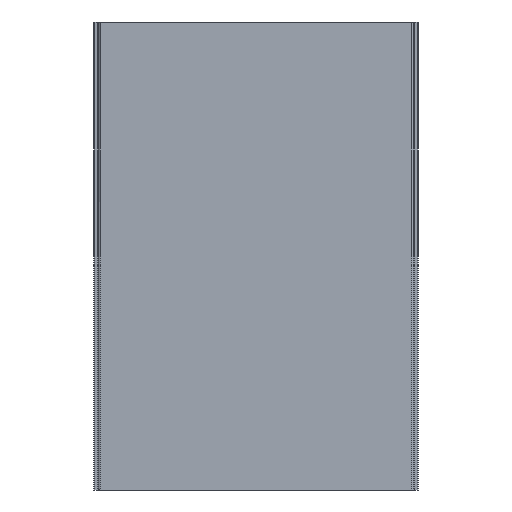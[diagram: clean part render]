
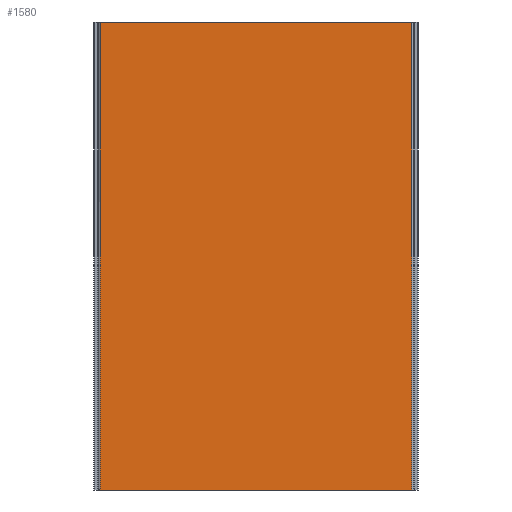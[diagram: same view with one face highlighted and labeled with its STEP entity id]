
A CAD part, front view. The second image highlights one B-rep face of the part: STEP entity #1580.
In plain terms, the highlighted free-form (B-spline) face has degree [1, 1] with [2, 2] control points.
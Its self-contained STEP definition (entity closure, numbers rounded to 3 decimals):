
#31 = B_SPLINE_SURFACE_WITH_KNOTS('',1,1,(
    (#32,#33)
    ,(#34,#35
    )),.UNSPECIFIED.,.F.,.F.,.F.,(2,2),(2,2),(0.,152.404),(0.,
    4.293),.PIECEWISE_BEZIER_KNOTS.);
#32 = CARTESIAN_POINT('',(118.952,0.,-110.));
#33 = CARTESIAN_POINT('',(118.952,4.293,-110.));
#34 = CARTESIAN_POINT('',(-33.452,0.,-110.));
#35 = CARTESIAN_POINT('',(-33.452,4.293,-110.));
#410 = VERTEX_POINT('',#411);
#411 = CARTESIAN_POINT('',(116.016,0.,-110.));
#447 = ( BOUNDED_SURFACE() B_SPLINE_SURFACE(1,2,(
    (#448,#449,#450,#451,#452,#453,#454,#455,#456)
    ,(#457,#458,#459,#460,#461,#462,#463,#464,#465
)),.UNSPECIFIED.,.F.,.T.,.F.) B_SPLINE_SURFACE_WITH_KNOTS((2,2),(1,2,2,2
    ,2,2,1),(-173.228,173.228),(-0.997,0.,
    0.997,1.995,2.992,3.99,
4.987),.UNSPECIFIED.) GEOMETRIC_REPRESENTATION_ITEM() 
RATIONAL_B_SPLINE_SURFACE((
    (1.,0.707,1.,0.707,1.,0.707,1.
      ,0.707,1.)
    ,(1.,0.707,1.,0.707,1.,0.707,1.
,0.707,1.))) REPRESENTATION_ITEM('') SURFACE() );
#448 = CARTESIAN_POINT('',(116.651,0.635,-110.));
#449 = CARTESIAN_POINT('',(116.016,0.635,-110.));
#450 = CARTESIAN_POINT('',(116.016,0.,-110.));
#451 = CARTESIAN_POINT('',(116.016,-0.635,-110.));
#452 = CARTESIAN_POINT('',(116.651,-0.635,-110.));
#453 = CARTESIAN_POINT('',(117.286,-0.635,-110.));
#454 = CARTESIAN_POINT('',(117.286,0.,-110.));
#455 = CARTESIAN_POINT('',(117.286,0.635,-110.));
#456 = CARTESIAN_POINT('',(116.651,0.635,-110.));
#457 = CARTESIAN_POINT('',(116.651,0.635,110.));
#458 = CARTESIAN_POINT('',(116.016,0.635,110.));
#459 = CARTESIAN_POINT('',(116.016,0.,110.));
#460 = CARTESIAN_POINT('',(116.016,-0.635,110.));
#461 = CARTESIAN_POINT('',(116.651,-0.635,110.));
#462 = CARTESIAN_POINT('',(117.286,-0.635,110.));
#463 = CARTESIAN_POINT('',(117.286,0.,110.));
#464 = CARTESIAN_POINT('',(117.286,0.635,110.));
#465 = CARTESIAN_POINT('',(116.651,0.635,110.));
#472 = EDGE_CURVE('',#473,#410,#475,.T.);
#473 = VERTEX_POINT('',#474);
#474 = CARTESIAN_POINT('',(-30.516,0.,-110.));
#475 = SURFACE_CURVE('',#476,(#479,#485),.PCURVE_S1.);
#476 = B_SPLINE_CURVE_WITH_KNOTS('',1,(#477,#478),.UNSPECIFIED.,.F.,.F.,
  (2,2),(0.,1.),.PIECEWISE_BEZIER_KNOTS.);
#477 = CARTESIAN_POINT('',(-30.516,0.,-110.));
#478 = CARTESIAN_POINT('',(116.016,0.,-110.));
#479 = PCURVE('',#31,#480);
#480 = DEFINITIONAL_REPRESENTATION('',(#481),#484);
#481 = B_SPLINE_CURVE_WITH_KNOTS('',1,(#482,#483),.UNSPECIFIED.,.F.,.F.,
  (2,2),(0.,1.),.PIECEWISE_BEZIER_KNOTS.);
#482 = CARTESIAN_POINT('',(149.468,0.));
#483 = CARTESIAN_POINT('',(2.936,0.));
#484 = ( GEOMETRIC_REPRESENTATION_CONTEXT(2) 
PARAMETRIC_REPRESENTATION_CONTEXT() REPRESENTATION_CONTEXT('2D SPACE',''
  ) );
#485 = PCURVE('',#486,#491);
#486 = B_SPLINE_SURFACE_WITH_KNOTS('',1,1,(
    (#487,#488)
    ,(#489,#490
    )),.UNSPECIFIED.,.F.,.F.,.F.,(2,2),(2,2),(0.,220.),(0.,
    146.531),.PIECEWISE_BEZIER_KNOTS.);
#487 = CARTESIAN_POINT('',(-30.516,0.,110.));
#488 = CARTESIAN_POINT('',(116.016,0.,110.));
#489 = CARTESIAN_POINT('',(-30.516,0.,-110.));
#490 = CARTESIAN_POINT('',(116.016,0.,-110.));
#491 = DEFINITIONAL_REPRESENTATION('',(#492),#495);
#492 = B_SPLINE_CURVE_WITH_KNOTS('',1,(#493,#494),.UNSPECIFIED.,.F.,.F.,
  (2,2),(0.,1.),.PIECEWISE_BEZIER_KNOTS.);
#493 = CARTESIAN_POINT('',(220.,0.));
#494 = CARTESIAN_POINT('',(220.,146.531));
#495 = ( GEOMETRIC_REPRESENTATION_CONTEXT(2) 
PARAMETRIC_REPRESENTATION_CONTEXT() REPRESENTATION_CONTEXT('2D SPACE',''
  ) );
#535 = ( BOUNDED_SURFACE() B_SPLINE_SURFACE(1,2,(
    (#536,#537,#538,#539,#540,#541,#542,#543,#544)
    ,(#545,#546,#547,#548,#549,#550,#551,#552,#553
)),.UNSPECIFIED.,.F.,.T.,.F.) B_SPLINE_SURFACE_WITH_KNOTS((2,2),(1,2,2,2
    ,2,2,1),(-173.228,173.228),(-0.997,0.,
    0.997,1.995,2.992,3.99,
4.987),.UNSPECIFIED.) GEOMETRIC_REPRESENTATION_ITEM() 
RATIONAL_B_SPLINE_SURFACE((
    (1.,0.707,1.,0.707,1.,0.707,1.
      ,0.707,1.)
    ,(1.,0.707,1.,0.707,1.,0.707,1.
,0.707,1.))) REPRESENTATION_ITEM('') SURFACE() );
#536 = CARTESIAN_POINT('',(-30.516,0.,-110.));
#537 = CARTESIAN_POINT('',(-30.516,0.635,-110.));
#538 = CARTESIAN_POINT('',(-31.151,0.635,-110.));
#539 = CARTESIAN_POINT('',(-31.786,0.635,-110.));
#540 = CARTESIAN_POINT('',(-31.786,0.,-110.));
#541 = CARTESIAN_POINT('',(-31.786,-0.635,-110.));
#542 = CARTESIAN_POINT('',(-31.151,-0.635,-110.));
#543 = CARTESIAN_POINT('',(-30.516,-0.635,-110.));
#544 = CARTESIAN_POINT('',(-30.516,0.,-110.));
#545 = CARTESIAN_POINT('',(-30.516,0.,110.));
#546 = CARTESIAN_POINT('',(-30.516,0.635,110.));
#547 = CARTESIAN_POINT('',(-31.151,0.635,110.));
#548 = CARTESIAN_POINT('',(-31.786,0.635,110.));
#549 = CARTESIAN_POINT('',(-31.786,0.,110.));
#550 = CARTESIAN_POINT('',(-31.786,-0.635,110.));
#551 = CARTESIAN_POINT('',(-31.151,-0.635,110.));
#552 = CARTESIAN_POINT('',(-30.516,-0.635,110.));
#553 = CARTESIAN_POINT('',(-30.516,0.,110.));
#1132 = B_SPLINE_SURFACE_WITH_KNOTS('',1,1,(
    (#1133,#1134)
    ,(#1135,#1136
    )),.UNSPECIFIED.,.F.,.F.,.F.,(2,2),(2,2),(0.,152.404),(0.,
    4.293),.PIECEWISE_BEZIER_KNOTS.);
#1133 = CARTESIAN_POINT('',(-33.452,0.,110.));
#1134 = CARTESIAN_POINT('',(-33.452,4.293,110.));
#1135 = CARTESIAN_POINT('',(118.952,0.,110.));
#1136 = CARTESIAN_POINT('',(118.952,4.293,110.));
#1518 = VERTEX_POINT('',#1519);
#1519 = CARTESIAN_POINT('',(116.016,0.,110.));
#1561 = EDGE_CURVE('',#410,#1518,#1562,.T.);
#1562 = SURFACE_CURVE('',#1563,(#1566,#1572),.PCURVE_S1.);
#1563 = B_SPLINE_CURVE_WITH_KNOTS('',1,(#1564,#1565),.UNSPECIFIED.,.F.,
  .F.,(2,2),(0.,1.),.PIECEWISE_BEZIER_KNOTS.);
#1564 = CARTESIAN_POINT('',(116.016,0.,-110.));
#1565 = CARTESIAN_POINT('',(116.016,0.,110.));
#1566 = PCURVE('',#447,#1567);
#1567 = DEFINITIONAL_REPRESENTATION('',(#1568),#1571);
#1568 = B_SPLINE_CURVE_WITH_KNOTS('',1,(#1569,#1570),.UNSPECIFIED.,.F.,
  .F.,(2,2),(0.,1.),.PIECEWISE_BEZIER_KNOTS.);
#1569 = CARTESIAN_POINT('',(-173.228,0.997));
#1570 = CARTESIAN_POINT('',(173.228,0.997));
#1571 = ( GEOMETRIC_REPRESENTATION_CONTEXT(2) 
PARAMETRIC_REPRESENTATION_CONTEXT() REPRESENTATION_CONTEXT('2D SPACE',''
  ) );
#1572 = PCURVE('',#486,#1573);
#1573 = DEFINITIONAL_REPRESENTATION('',(#1574),#1577);
#1574 = B_SPLINE_CURVE_WITH_KNOTS('',1,(#1575,#1576),.UNSPECIFIED.,.F.,
  .F.,(2,2),(0.,1.),.PIECEWISE_BEZIER_KNOTS.);
#1575 = CARTESIAN_POINT('',(220.,146.531));
#1576 = CARTESIAN_POINT('',(0.,146.531));
#1577 = ( GEOMETRIC_REPRESENTATION_CONTEXT(2) 
PARAMETRIC_REPRESENTATION_CONTEXT() REPRESENTATION_CONTEXT('2D SPACE',''
  ) );
#1580 = ADVANCED_FACE('',(#1581),#486,.T.);
#1581 = FACE_BOUND('',#1582,.T.);
#1582 = EDGE_LOOP('',(#1583,#1603,#1621,#1622));
#1583 = ORIENTED_EDGE('',*,*,#1584,.T.);
#1584 = EDGE_CURVE('',#1518,#1585,#1587,.T.);
#1585 = VERTEX_POINT('',#1586);
#1586 = CARTESIAN_POINT('',(-30.516,0.,110.));
#1587 = SURFACE_CURVE('',#1588,(#1591,#1597),.PCURVE_S1.);
#1588 = B_SPLINE_CURVE_WITH_KNOTS('',1,(#1589,#1590),.UNSPECIFIED.,.F.,
  .F.,(2,2),(0.,1.),.PIECEWISE_BEZIER_KNOTS.);
#1589 = CARTESIAN_POINT('',(116.016,0.,110.));
#1590 = CARTESIAN_POINT('',(-30.516,0.,110.));
#1591 = PCURVE('',#486,#1592);
#1592 = DEFINITIONAL_REPRESENTATION('',(#1593),#1596);
#1593 = B_SPLINE_CURVE_WITH_KNOTS('',1,(#1594,#1595),.UNSPECIFIED.,.F.,
  .F.,(2,2),(0.,1.),.PIECEWISE_BEZIER_KNOTS.);
#1594 = CARTESIAN_POINT('',(0.,146.531));
#1595 = CARTESIAN_POINT('',(0.,0.));
#1596 = ( GEOMETRIC_REPRESENTATION_CONTEXT(2) 
PARAMETRIC_REPRESENTATION_CONTEXT() REPRESENTATION_CONTEXT('2D SPACE',''
  ) );
#1597 = PCURVE('',#1132,#1598);
#1598 = DEFINITIONAL_REPRESENTATION('',(#1599),#1602);
#1599 = B_SPLINE_CURVE_WITH_KNOTS('',1,(#1600,#1601),.UNSPECIFIED.,.F.,
  .F.,(2,2),(0.,1.),.PIECEWISE_BEZIER_KNOTS.);
#1600 = CARTESIAN_POINT('',(149.468,0.));
#1601 = CARTESIAN_POINT('',(2.936,0.));
#1602 = ( GEOMETRIC_REPRESENTATION_CONTEXT(2) 
PARAMETRIC_REPRESENTATION_CONTEXT() REPRESENTATION_CONTEXT('2D SPACE',''
  ) );
#1603 = ORIENTED_EDGE('',*,*,#1604,.F.);
#1604 = EDGE_CURVE('',#473,#1585,#1605,.T.);
#1605 = SURFACE_CURVE('',#1606,(#1609,#1615),.PCURVE_S1.);
#1606 = B_SPLINE_CURVE_WITH_KNOTS('',1,(#1607,#1608),.UNSPECIFIED.,.F.,
  .F.,(2,2),(0.,1.),.PIECEWISE_BEZIER_KNOTS.);
#1607 = CARTESIAN_POINT('',(-30.516,0.,-110.));
#1608 = CARTESIAN_POINT('',(-30.516,0.,110.));
#1609 = PCURVE('',#486,#1610);
#1610 = DEFINITIONAL_REPRESENTATION('',(#1611),#1614);
#1611 = B_SPLINE_CURVE_WITH_KNOTS('',1,(#1612,#1613),.UNSPECIFIED.,.F.,
  .F.,(2,2),(0.,1.),.PIECEWISE_BEZIER_KNOTS.);
#1612 = CARTESIAN_POINT('',(220.,0.));
#1613 = CARTESIAN_POINT('',(0.,0.));
#1614 = ( GEOMETRIC_REPRESENTATION_CONTEXT(2) 
PARAMETRIC_REPRESENTATION_CONTEXT() REPRESENTATION_CONTEXT('2D SPACE',''
  ) );
#1615 = PCURVE('',#535,#1616);
#1616 = DEFINITIONAL_REPRESENTATION('',(#1617),#1620);
#1617 = B_SPLINE_CURVE_WITH_KNOTS('',1,(#1618,#1619),.UNSPECIFIED.,.F.,
  .F.,(2,2),(0.,1.),.PIECEWISE_BEZIER_KNOTS.);
#1618 = CARTESIAN_POINT('',(-173.228,0.));
#1619 = CARTESIAN_POINT('',(173.228,0.));
#1620 = ( GEOMETRIC_REPRESENTATION_CONTEXT(2) 
PARAMETRIC_REPRESENTATION_CONTEXT() REPRESENTATION_CONTEXT('2D SPACE',''
  ) );
#1621 = ORIENTED_EDGE('',*,*,#472,.T.);
#1622 = ORIENTED_EDGE('',*,*,#1561,.T.);
